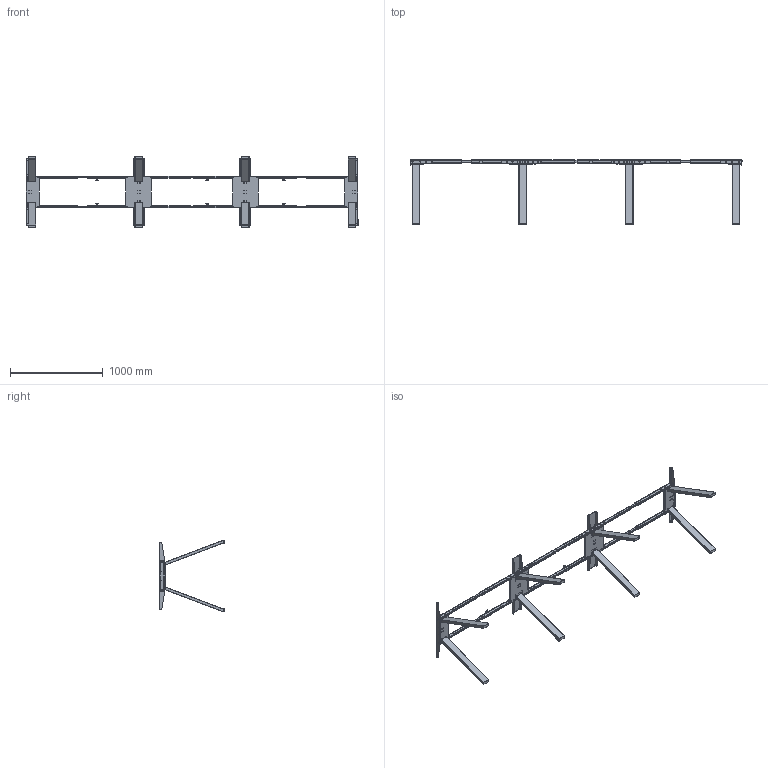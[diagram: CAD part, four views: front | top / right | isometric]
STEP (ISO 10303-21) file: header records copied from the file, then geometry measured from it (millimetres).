
FILE_DESCRIPTION (( 'STEP AP203' ), '1' );
FILE_NAME ('V-4 Aero Flex_fast höjd 700mm_50553xK.STEP', '2019-03-04T13:43:20', ( '' ), ( '' ), 'SwSTEP 2.0', 'SolidWorks 2017', '' );
FILE_SCHEMA (( 'CONFIG_CONTROL_DESIGN' ));
Products named in the file (1): V-4 Aero Flex_fast h鐱d 700mm_50553xK
Bounding box: 3588 x 700.1 x 777.33 mm (x, y, z)
Surface area: 4264612.2 mm2 (no closed solid volume)
Topology: 0 solids, 301 shells, 1426 faces, 5322 edges, 4098 vertices
Faces by surface type: plane 646, cylinder 588, cone 132, bspline 52, torus 8
Entity records: 59239 total; most frequent: CARTESIAN_POINT 13701, DIRECTION 9916, ORIENTED_EDGE 7406, EDGE_CURVE 5320, VERTEX_POINT 4098, AXIS2_PLACEMENT_3D 3577, LINE 2762, VECTOR 2762
